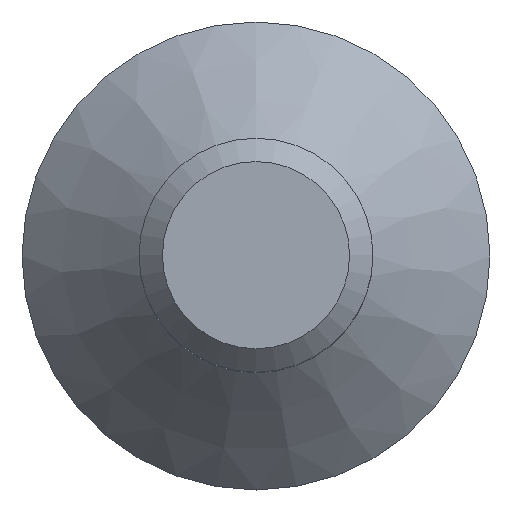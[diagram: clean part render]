
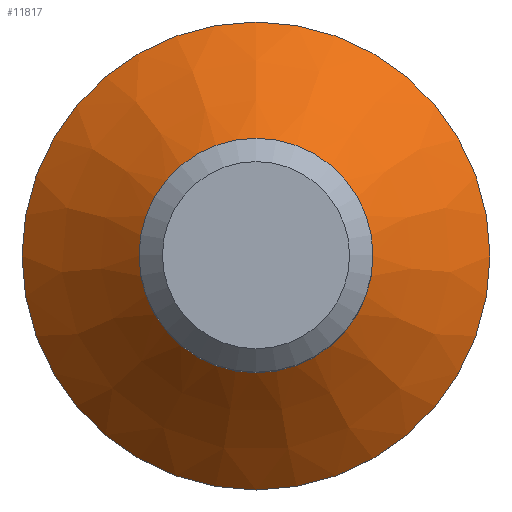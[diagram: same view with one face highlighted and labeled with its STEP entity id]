
A CAD part, top view. The second image highlights one B-rep face of the part: STEP entity #11817.
In plain terms, the highlighted conical face has half-angle 45 degrees and reference radius 6 mm.
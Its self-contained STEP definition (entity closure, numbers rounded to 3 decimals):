
#364 = CARTESIAN_POINT ( 'NONE',  ( 0., 0., 0.3 ) ) ;
#1493 = DIRECTION ( 'NONE',  ( 0., 1., 0. ) ) ;
#1580 = ORIENTED_EDGE ( 'NONE', *, *, #14621, .F. ) ;
#1855 = CARTESIAN_POINT ( 'NONE',  ( 0., 0., 3.3 ) ) ;
#2950 = AXIS2_PLACEMENT_3D ( 'NONE', #1855, #9769, #7994 ) ;
#3030 = DIRECTION ( 'NONE',  ( 0., 1., 0. ) ) ;
#3351 = VERTEX_POINT ( 'NONE', #7340 ) ;
#4444 = EDGE_LOOP ( 'NONE', ( #10986 ) ) ;
#4957 = AXIS2_PLACEMENT_3D ( 'NONE', #364, #8280, #1493 ) ;
#5501 = FACE_OUTER_BOUND ( 'NONE', #9530, .T. ) ;
#6307 = CARTESIAN_POINT ( 'NONE',  ( 0., 3., 3.3 ) ) ;
#6327 = DIRECTION ( 'NONE',  ( 0., 0., -1. ) ) ;
#6378 = VERTEX_POINT ( 'NONE', #6307 ) ;
#6624 = AXIS2_PLACEMENT_3D ( 'NONE', #8655, #6327, #3030 ) ;
#6728 = CIRCLE ( 'NONE', #4957, 6. ) ;
#7340 = CARTESIAN_POINT ( 'NONE',  ( 0., 6., 0.3 ) ) ;
#7587 = EDGE_CURVE ( 'NONE', #6378, #6378, #8199, .T. ) ;
#7994 = DIRECTION ( 'NONE',  ( 0., 1., 0. ) ) ;
#8199 = CIRCLE ( 'NONE', #2950, 3. ) ;
#8280 = DIRECTION ( 'NONE',  ( 0., 0., -1. ) ) ;
#8655 = CARTESIAN_POINT ( 'NONE',  ( 0., 0., 0.3 ) ) ;
#9530 = EDGE_LOOP ( 'NONE', ( #1580 ) ) ;
#9769 = DIRECTION ( 'NONE',  ( 0., 0., -1. ) ) ;
#10986 = ORIENTED_EDGE ( 'NONE', *, *, #7587, .T. ) ;
#11321 = FACE_BOUND ( 'NONE', #4444, .T. ) ;
#11817 = ADVANCED_FACE ( 'NONE', ( #5501, #11321 ), #12228, .T. ) ;
#12228 = CONICAL_SURFACE ( 'NONE', #6624, 6., 0.785 ) ;
#14621 = EDGE_CURVE ( 'NONE', #3351, #3351, #6728, .T. ) ;
